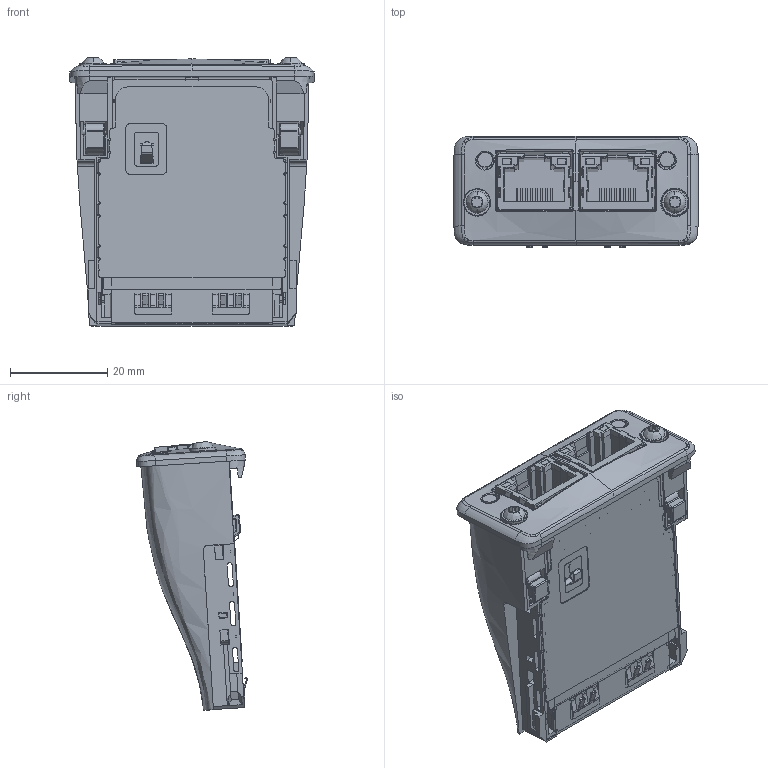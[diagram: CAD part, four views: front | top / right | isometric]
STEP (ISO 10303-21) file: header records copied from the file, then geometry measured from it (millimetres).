
FILE_DESCRIPTION (( 'STEP AP214' ), '1' );
FILE_NAME ('ABCC 2xRJ45 with housing r1 1Dr1 ext1 R1.STEP', '2020-03-16T17:59:13', ( '' ), ( '' ), 'SwSTEP 2.0', 'SolidWorks 2017', '' );
FILE_SCHEMA (( 'AUTOMOTIVE_DESIGN' ));
Length unit declared in the file: inch
Products named in the file (1): ABCC 2xRJ45 with housing r1 1Dr1 ext1 R1
Bounding box: 50.08 x 22.78 x 55.14 mm (x, y, z)
Volume: 13010.5 mm3; surface area: 30264.9 mm2
Topology: 16 solids, 16 shells, 3902 faces, 11055 edges, 7211 vertices
Faces by surface type: plane 2597, cylinder 950, bspline 258, torus 65, cone 24, sphere 8
Entity records: 152396 total; most frequent: CARTESIAN_POINT 52779, ORIENTED_EDGE 22096, DIRECTION 16638, EDGE_CURVE 11048, VERTEX_POINT 7211, VECTOR 5776, LINE 5776, AXIS2_PLACEMENT_3D 5431
